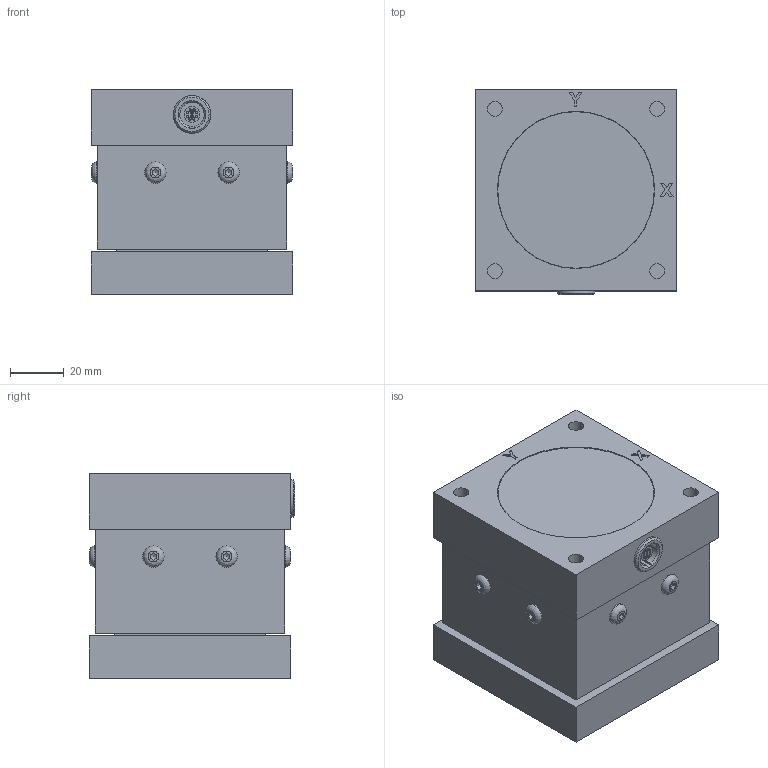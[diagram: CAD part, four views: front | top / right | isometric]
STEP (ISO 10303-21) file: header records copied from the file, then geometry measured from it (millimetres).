
FILE_DESCRIPTION((''),'2;1');
FILE_NAME('MTA400.stp','2010-12-13T11:55:27',('thomasl'),(''),'Autodesk Inventor 2008','Autodesk Inventor 2008','');
FILE_SCHEMA(('AUTOMOTIVE_DESIGN { 1 0 10303 214 1 1 1 1 }'));
Length unit declared in the file: inch
Products named in the file (2): MTA400; PART1
Assembly tree (1 placements, depth 2):
  MTA400
    PART1
Bounding box: 74.93 x 76.43 x 76.2 mm (x, y, z)
Volume: 373723.5 mm3; surface area: 53360.8 mm2
Topology: 1 solids, 10 shells, 273 faces, 601 edges, 405 vertices
Faces by surface type: plane 174, cylinder 70, cone 21, bspline 8
Full cylindrical faces by diameter (mm): 0.826 x10, 0.864 x10, 4.166 x16, 4.369 x8, 5.588 x8, 5.842 x1, 5.918 x1, 6.35 x2, 7.925 x8, 9.042 x1, 10.287 x1, 11.153 x1, 14 x1, 58.166 x1, 58.42 x1
Entity records: 7145 total; most frequent: CARTESIAN_POINT 1676, DIRECTION 1101, ORIENTED_EDGE 946, EDGE_CURVE 473, EDGE_LOOP 444, AXIS2_PLACEMENT_3D 432, VERTEX_POINT 375, FACE_OUTER_BOUND 273
